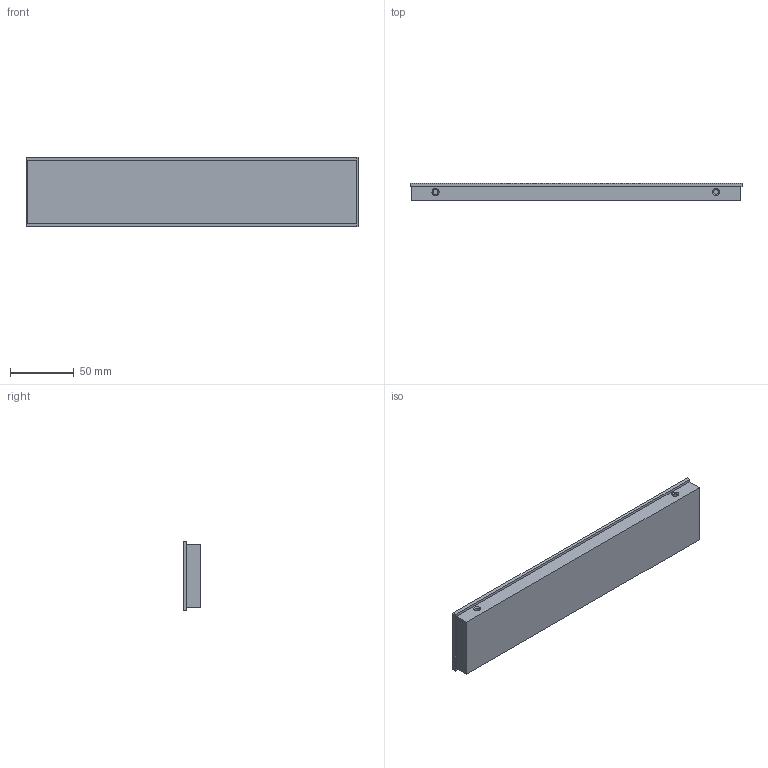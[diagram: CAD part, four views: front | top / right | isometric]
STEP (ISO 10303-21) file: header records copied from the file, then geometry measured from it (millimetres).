
FILE_DESCRIPTION(/* description */ (''),/* implementation_level */ '2;1');
FILE_NAME(/* name */ 'OB_CHA~1',/* time_stamp */ '2025-12-07T00:18:40+08:00',/* author */ (''),/* organization */ (''),/* preprocessor_version */ 'ST-DEVELOPER v16.5',/* originating_system */ '',/* authorisation */ '');
FILE_SCHEMA (('CONFIG_CONTROL_DESIGN'));
Length unit declared in the file: millimetre
Products named in the file (1): Document
Bounding box: 260.2 x 13.95 x 54.17 mm (x, y, z)
Volume: 182992.9 mm3; surface area: 37101.2 mm2
Topology: 1 solids, 1 shells, 32 faces, 68 edges, 42 vertices
Faces by surface type: plane 14, bspline 10, cylinder 8
Entity records: 1380 total; most frequent: CARTESIAN_POINT 810, ORIENTED_EDGE 136, EDGE_CURVE 68, B_SPLINE_CURVE_WITH_KNOTS 52, VERTEX_POINT 42, EDGE_LOOP 36, ADVANCED_FACE 32, FACE_OUTER_BOUND 32
